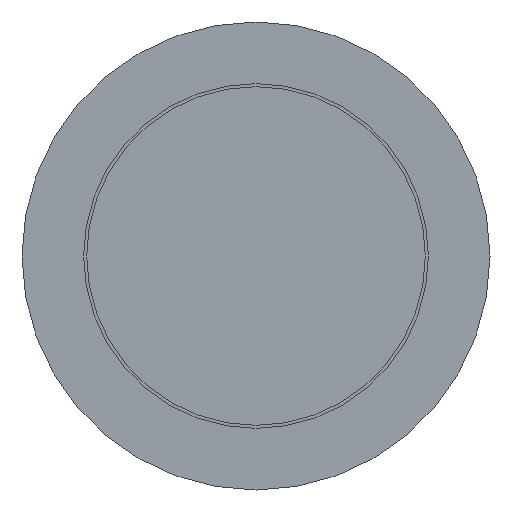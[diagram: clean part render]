
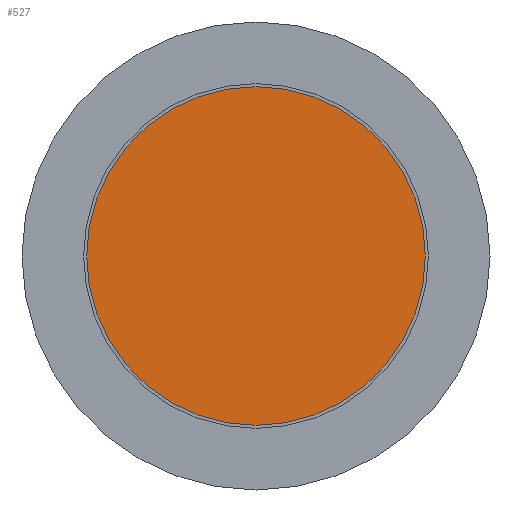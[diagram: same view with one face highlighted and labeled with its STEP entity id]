
A CAD part, front view. The second image highlights one B-rep face of the part: STEP entity #527.
In plain terms, the highlighted planar face has unit normal (0, -1, 0).
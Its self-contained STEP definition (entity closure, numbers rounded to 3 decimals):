
#8 = AXIS2_PLACEMENT_3D ( 'NONE', #57, #307, #52 ) ;
#52 = DIRECTION ( 'NONE',  ( 0., 0., -1. ) ) ;
#57 = CARTESIAN_POINT ( 'NONE',  ( 0., 0., 0. ) ) ;
#127 = FACE_OUTER_BOUND ( 'NONE', #162, .T. ) ;
#131 = CARTESIAN_POINT ( 'NONE',  ( 0., 0., -13.75 ) ) ;
#162 = EDGE_LOOP ( 'NONE', ( #449 ) ) ;
#171 = DIRECTION ( 'NONE',  ( 0., 1., 0. ) ) ;
#172 = CIRCLE ( 'NONE', #8, 13.75 ) ;
#220 = EDGE_CURVE ( 'NONE', #346, #346, #172, .T. ) ;
#307 = DIRECTION ( 'NONE',  ( 0., -1., 0. ) ) ;
#346 = VERTEX_POINT ( 'NONE', #131 ) ;
#394 = AXIS2_PLACEMENT_3D ( 'NONE', #419, #171, #503 ) ;
#413 = PLANE ( 'NONE',  #394 ) ;
#419 = CARTESIAN_POINT ( 'NONE',  ( -13.75, 0., 0. ) ) ;
#449 = ORIENTED_EDGE ( 'NONE', *, *, #220, .T. ) ;
#503 = DIRECTION ( 'NONE',  ( 0., 0., 1. ) ) ;
#527 = ADVANCED_FACE ( 'NONE', ( #127 ), #413, .F. ) ;
